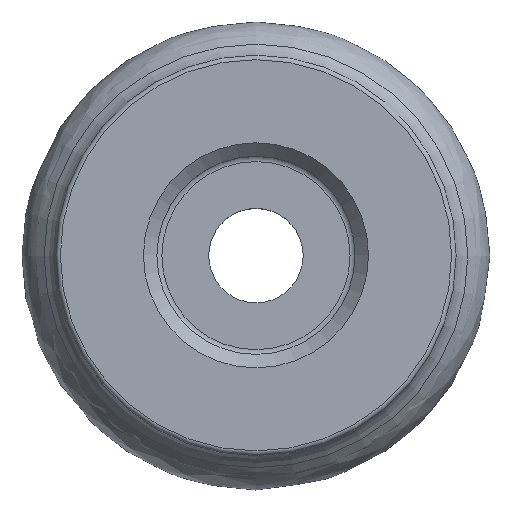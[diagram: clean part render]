
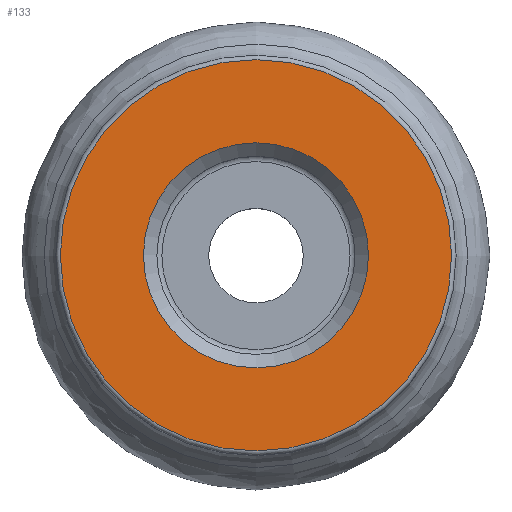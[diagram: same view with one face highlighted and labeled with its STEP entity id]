
A CAD part, top view. The second image highlights one B-rep face of the part: STEP entity #133.
In plain terms, the highlighted planar face has unit normal (0, 0, 1).
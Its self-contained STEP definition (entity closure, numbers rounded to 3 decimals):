
#117=PLANE('',#564);
#133=ADVANCED_FACE('',(#189,#190),#117,.T.);
#189=FACE_BOUND('',#246,.T.);
#190=FACE_BOUND('',#247,.T.);
#246=EDGE_LOOP('',(#302));
#247=EDGE_LOOP('',(#303));
#302=ORIENTED_EDGE('',*,*,#376,.F.);
#303=ORIENTED_EDGE('',*,*,#377,.T.);
#347=VERTEX_POINT('',#798);
#348=VERTEX_POINT('',#801);
#376=EDGE_CURVE('',#347,#347,#404,.T.);
#377=EDGE_CURVE('',#348,#348,#405,.T.);
#404=CIRCLE('',#561,21.74);
#405=CIRCLE('',#563,12.505);
#561=AXIS2_PLACEMENT_3D('',#797,#667,#668);
#563=AXIS2_PLACEMENT_3D('',#800,#671,#672);
#564=AXIS2_PLACEMENT_3D('',#802,#673,#674);
#667=DIRECTION('',(0.,0.,-1.));
#668=DIRECTION('',(0.,-1.,0.));
#671=DIRECTION('',(0.,0.,-1.));
#672=DIRECTION('',(0.,-1.,0.));
#673=DIRECTION('',(0.,0.,1.));
#674=DIRECTION('',(0.,-1.,0.));
#797=CARTESIAN_POINT('',(0.,0.,0.));
#798=CARTESIAN_POINT('',(0.,-21.74,0.));
#800=CARTESIAN_POINT('',(0.,0.,0.));
#801=CARTESIAN_POINT('',(0.,-12.505,0.));
#802=CARTESIAN_POINT('',(-21.74,0.,0.));
